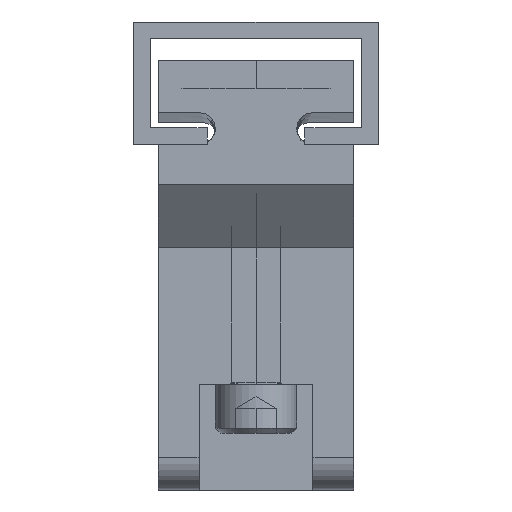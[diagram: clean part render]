
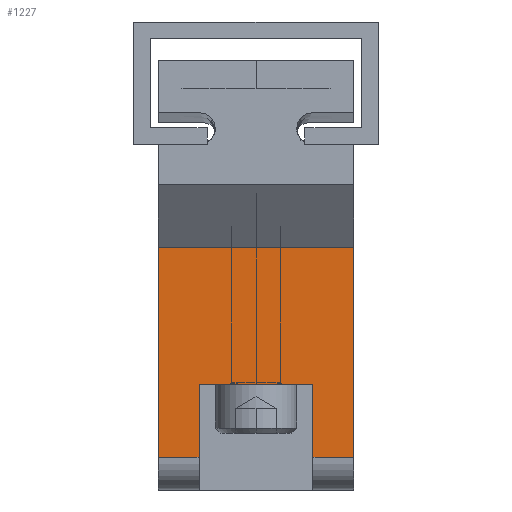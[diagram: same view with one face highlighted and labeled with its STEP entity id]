
A CAD part, front view. The second image highlights one B-rep face of the part: STEP entity #1227.
In plain terms, the highlighted planar face has unit normal (0, -1, 0).
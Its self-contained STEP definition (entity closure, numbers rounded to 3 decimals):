
#1227=ADVANCED_FACE('',(#3476),#3477,.F.);
#3476=FACE_OUTER_BOUND('',#10202,.T.);
#3477=PLANE('',#10203);
#10202=EDGE_LOOP('',(#18120,#18121,#18122,#18123,#18124,#18125,#18126,#18127));
#10203=AXIS2_PLACEMENT_3D('',#18128,#18129,#18130);
#18120=ORIENTED_EDGE('',*,*,#24707,.F.);
#18121=ORIENTED_EDGE('',*,*,#24708,.T.);
#18122=ORIENTED_EDGE('',*,*,#24681,.T.);
#18123=ORIENTED_EDGE('',*,*,#24709,.F.);
#18124=ORIENTED_EDGE('',*,*,#24705,.T.);
#18125=ORIENTED_EDGE('',*,*,#24710,.T.);
#18126=ORIENTED_EDGE('',*,*,#24711,.T.);
#18127=ORIENTED_EDGE('',*,*,#24712,.F.);
#18128=CARTESIAN_POINT('',(-21.973,-955.335,82.91));
#18129=DIRECTION('',(0.,1.0,0.));
#18130=DIRECTION('',(0.,0.,1.0));
#24681=EDGE_CURVE('',#29613,#29617,#29619,.T.);
#24705=EDGE_CURVE('',#29660,#29658,#29661,.T.);
#24707=EDGE_CURVE('',#29663,#29664,#29665,.T.);
#24708=EDGE_CURVE('',#29663,#29613,#29666,.T.);
#24709=EDGE_CURVE('',#29660,#29617,#29667,.T.);
#24710=EDGE_CURVE('',#29658,#29668,#29669,.T.);
#24711=EDGE_CURVE('',#29668,#29670,#29671,.T.);
#24712=EDGE_CURVE('',#29664,#29670,#29672,.T.);
#29613=VERTEX_POINT('',#37137);
#29617=VERTEX_POINT('',#37142);
#29619=LINE('',#37144,#37145);
#29658=VERTEX_POINT('',#37200);
#29660=VERTEX_POINT('',#37203);
#29661=LINE('',#37204,#37205);
#29663=VERTEX_POINT('',#37208);
#29664=VERTEX_POINT('',#37209);
#29665=LINE('',#37210,#37211);
#29666=LINE('',#37212,#37213);
#29667=LINE('',#37214,#37215);
#29668=VERTEX_POINT('',#37216);
#29669=LINE('',#37217,#37218);
#29670=VERTEX_POINT('',#37219);
#29671=LINE('',#37220,#37221);
#29672=LINE('',#37222,#37223);
#37137=CARTESIAN_POINT('',(-26.973,-955.335,57.077));
#37142=CARTESIAN_POINT('',(-21.973,-955.335,57.077));
#37144=CARTESIAN_POINT('',(-21.973,-955.335,57.077));
#37145=VECTOR('',#43083,1000.0);
#37200=CARTESIAN_POINT('',(-45.973,-955.335,82.91));
#37203=CARTESIAN_POINT('',(-21.973,-955.335,82.91));
#37204=CARTESIAN_POINT('',(-21.973,-955.335,82.91));
#37205=VECTOR('',#43119,1000.0);
#37208=CARTESIAN_POINT('',(-26.973,-955.335,66.077));
#37209=CARTESIAN_POINT('',(-40.973,-955.335,66.077));
#37210=CARTESIAN_POINT('',(-26.973,-955.335,66.077));
#37211=VECTOR('',#43121,1000.0);
#37212=CARTESIAN_POINT('',(-26.973,-955.335,66.077));
#37213=VECTOR('',#43122,1000.0);
#37214=CARTESIAN_POINT('',(-21.973,-955.335,82.91));
#37215=VECTOR('',#43123,1000.0);
#37216=CARTESIAN_POINT('',(-45.973,-955.335,57.077));
#37217=CARTESIAN_POINT('',(-45.973,-955.335,82.91));
#37218=VECTOR('',#43124,1000.0);
#37219=CARTESIAN_POINT('',(-40.973,-955.335,57.077));
#37220=CARTESIAN_POINT('',(-21.973,-955.335,57.077));
#37221=VECTOR('',#43125,1000.0);
#37222=CARTESIAN_POINT('',(-40.973,-955.335,66.077));
#37223=VECTOR('',#43126,1000.0);
#43083=DIRECTION('',(1.0,0.,0.));
#43119=DIRECTION('',(-1.0,0.,0.));
#43121=DIRECTION('',(-1.0,0.,0.));
#43122=DIRECTION('',(0.,0.,-1.0));
#43123=DIRECTION('',(0.,0.,-1.0));
#43124=DIRECTION('',(0.,0.,-1.0));
#43125=DIRECTION('',(1.0,0.,0.));
#43126=DIRECTION('',(0.,0.,-1.0));
